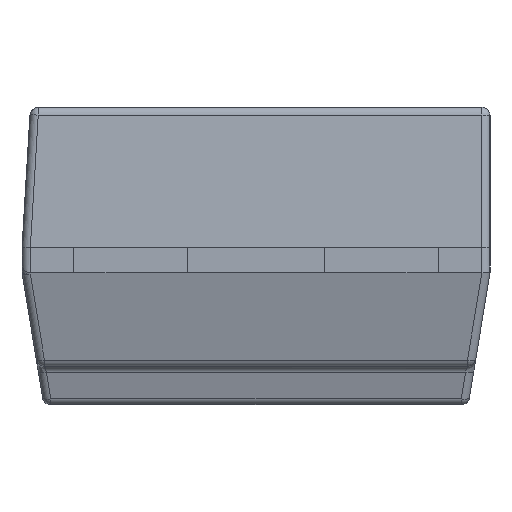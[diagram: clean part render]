
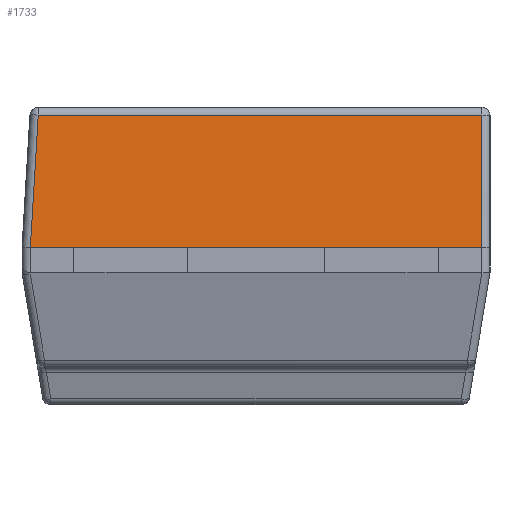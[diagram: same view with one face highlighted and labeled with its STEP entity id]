
A CAD part, left-side view. The second image highlights one B-rep face of the part: STEP entity #1733.
In plain terms, the highlighted planar face has unit normal (-0.998, 0, 0.059).
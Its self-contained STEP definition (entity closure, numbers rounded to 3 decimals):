
#122=PLANE('',#1894);
#192=FACE_OUTER_BOUND('',#308,.T.);
#308=EDGE_LOOP('',(#1271,#1272,#1273,#1274,#1275));
#426=LINE('',#2699,#588);
#430=LINE('',#2716,#592);
#431=LINE('',#2718,#593);
#434=LINE('',#2724,#596);
#449=LINE('',#2764,#611);
#588=VECTOR('',#2120,10.);
#592=VECTOR('',#2142,10.);
#593=VECTOR('',#2145,10.);
#596=VECTOR('',#2152,10.);
#611=VECTOR('',#2195,10.);
#783=VERTEX_POINT('',#2686);
#788=VERTEX_POINT('',#2696);
#789=VERTEX_POINT('',#2698);
#790=VERTEX_POINT('',#2703);
#794=VERTEX_POINT('',#2723);
#945=EDGE_CURVE('',#789,#788,#426,.T.);
#955=EDGE_CURVE('',#783,#790,#430,.T.);
#956=EDGE_CURVE('',#790,#789,#431,.T.);
#959=EDGE_CURVE('',#794,#783,#434,.T.);
#980=EDGE_CURVE('',#788,#794,#449,.T.);
#1271=ORIENTED_EDGE('',*,*,#956,.T.);
#1272=ORIENTED_EDGE('',*,*,#945,.T.);
#1273=ORIENTED_EDGE('',*,*,#980,.T.);
#1274=ORIENTED_EDGE('',*,*,#959,.T.);
#1275=ORIENTED_EDGE('',*,*,#955,.T.);
#1733=ADVANCED_FACE('',(#192),#122,.F.);
#1894=AXIS2_PLACEMENT_3D('',#2763,#2193,#2194);
#2120=DIRECTION('',(0.,-1.,0.));
#2142=DIRECTION('',(0.,1.,0.));
#2145=DIRECTION('',(-0.059,0.059,-0.996));
#2152=DIRECTION('',(0.059,0.,0.998));
#2193=DIRECTION('center_axis',(0.998,0.,-0.059));
#2194=DIRECTION('ref_axis',(0.059,0.,0.998));
#2195=DIRECTION('',(0.,-1.,0.));
#2686=CARTESIAN_POINT('',(-1.553,3.73,-0.957));
#2696=CARTESIAN_POINT('',(-1.6,6.43,-1.75));
#2698=CARTESIAN_POINT('',(-1.6,6.43,-1.75));
#2699=CARTESIAN_POINT('',(-1.6,6.48,-1.75));
#2703=CARTESIAN_POINT('',(-1.553,6.383,-0.957));
#2716=CARTESIAN_POINT('',(-1.553,4.73,-0.957));
#2718=CARTESIAN_POINT('',(-1.57,6.4,-1.249));
#2723=CARTESIAN_POINT('',(-1.6,3.73,-1.75));
#2724=CARTESIAN_POINT('',(-1.582,3.73,-1.445));
#2763=CARTESIAN_POINT('Origin',(-1.575,4.38,-1.33));
#2764=CARTESIAN_POINT('',(-1.6,6.48,-1.75));
